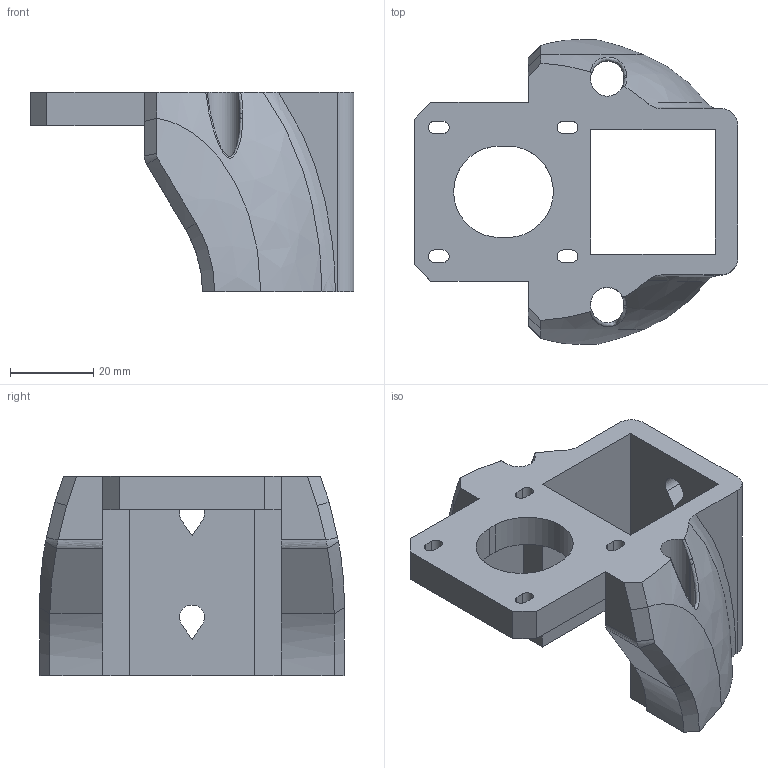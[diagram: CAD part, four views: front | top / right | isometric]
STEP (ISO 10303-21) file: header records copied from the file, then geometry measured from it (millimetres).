
FILE_DESCRIPTION(('FreeCAD Model'),'2;1');
FILE_NAME('NEMAMount.step','2015-07-31T15:12:04',('Author'),(''), 'Open CASCADE STEP processor 6.8','FreeCAD','Unknown');
FILE_SCHEMA(('AUTOMOTIVE_DESIGN_CC2 { 1 2 10303 214 -1 1 5 4 }'));
Length unit declared in the file: millimetre
Products named in the file (2): ASSEMBLY; NEMAmount
Assembly tree (1 placements, depth 2):
  ASSEMBLY
    NEMAmount
Bounding box: 77.9 x 73.38 x 48 mm (x, y, z)
Volume: 63556.4 mm3; surface area: 22106.6 mm2
Topology: 1 solids, 1 shells, 87 faces, 262 edges, 174 vertices
Faces by surface type: plane 39, bspline 28, cylinder 20
Entity records: 28537 total; most frequent: CARTESIAN_POINT 23986, DIRECTION 625, ORIENTED_EDGE 524, PCURVE 524, DEFINITIONAL_REPRESENTATION 524, LINE 388, VECTOR 388, B_SPLINE_CURVE_WITH_KNOTS 274
